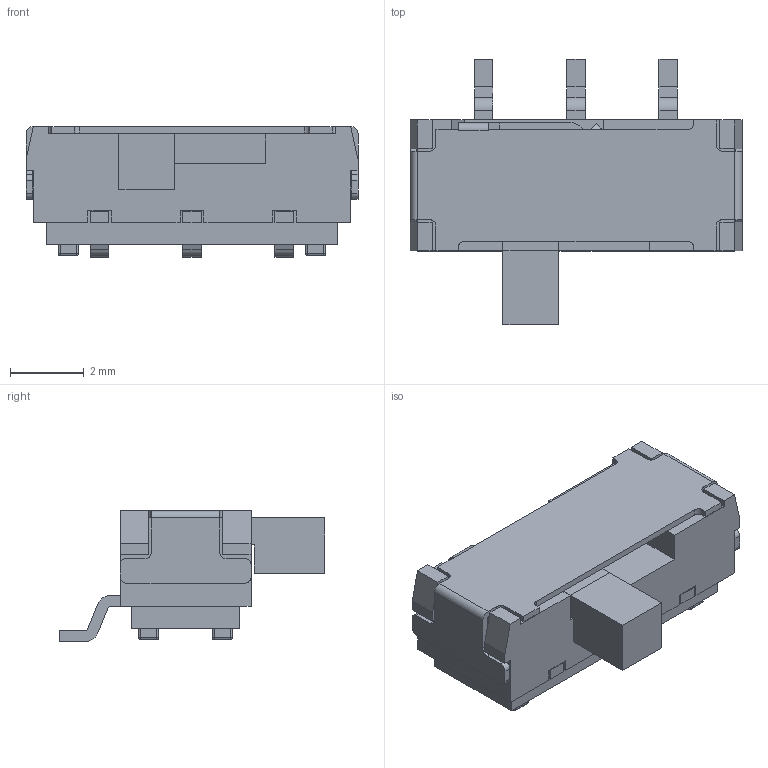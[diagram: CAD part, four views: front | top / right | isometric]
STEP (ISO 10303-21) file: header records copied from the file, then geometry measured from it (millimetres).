
FILE_DESCRIPTION((''),'2;1');
FILE_NAME('SW-SMD_SK-3245S-L1-A-1','2021-09-10T23:51:07',('Administrator'),(''),'CREO PARAMETRIC BY PTC INC, 2016510','CREO PARAMETRIC BY PTC INC, 2016510','');
FILE_SCHEMA(('CONFIG_CONTROL_DESIGN','GEOMETRIC_VALIDATION_PROPERTIES_MIM'));
Length unit declared in the file: millimetre
Products named in the file (1): SW-SMD_SK-3245S-L1-A-1
Bounding box: 9 x 7.2 x 3.55 mm (x, y, z)
Volume: 95 mm3; surface area: 263 mm2
Topology: 3 solids, 3 shells, 409 faces, 1084 edges, 706 vertices
Faces by surface type: plane 325, cylinder 68, sphere 16
Entity records: 15425 total; most frequent: CARTESIAN_POINT 2210, ORIENTED_EDGE 2168, DIRECTION 2034, EDGE_CURVE 1084, VECTOR 944, LINE 944, VERTEX_POINT 706, AXIS2_PLACEMENT_3D 545
